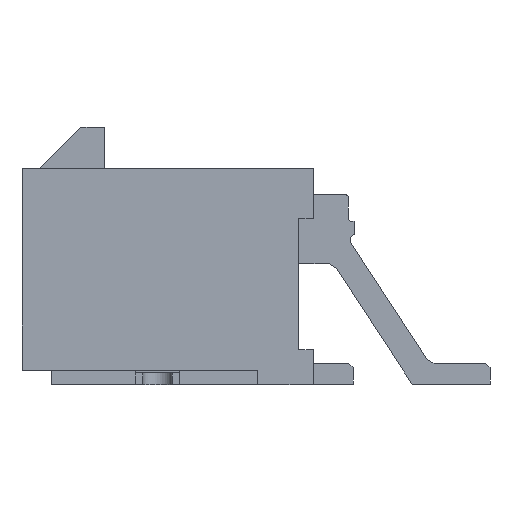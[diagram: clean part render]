
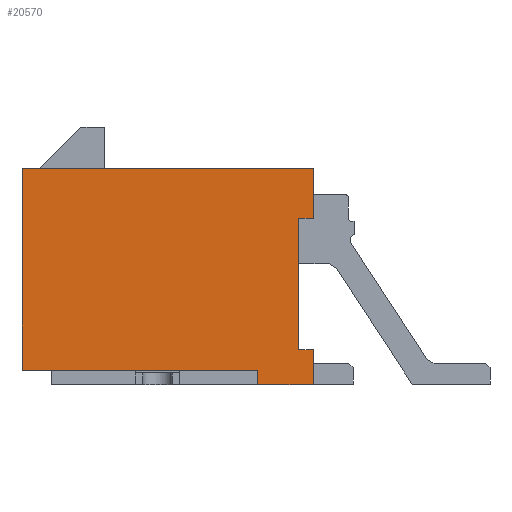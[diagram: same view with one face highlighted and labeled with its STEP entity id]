
A CAD part, left-side view. The second image highlights one B-rep face of the part: STEP entity #20570.
In plain terms, the highlighted face is planar.
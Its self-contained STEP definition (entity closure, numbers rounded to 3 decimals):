
#1459=ORIENTED_EDGE('',*,*,#5574,.T.);
#1460=ORIENTED_EDGE('',*,*,#5109,.F.);
#1461=ORIENTED_EDGE('',*,*,#5575,.T.);
#1462=ORIENTED_EDGE('',*,*,#5572,.T.);
#1463=ORIENTED_EDGE('',*,*,#5576,.T.);
#1464=ORIENTED_EDGE('',*,*,#5577,.T.);
#1465=ORIENTED_EDGE('',*,*,#5059,.F.);
#1466=ORIENTED_EDGE('',*,*,#5054,.T.);
#1467=ORIENTED_EDGE('',*,*,#5578,.T.);
#1468=ORIENTED_EDGE('',*,*,#5560,.F.);
#5054=EDGE_CURVE('',#7239,#7241,#8651,.T.);
#5059=EDGE_CURVE('',#7239,#7244,#8656,.T.);
#5109=EDGE_CURVE('',#7280,#7278,#8706,.T.);
#5560=EDGE_CURVE('',#7591,#7590,#9125,.T.);
#5572=EDGE_CURVE('',#7599,#7598,#9137,.T.);
#5574=EDGE_CURVE('',#7591,#7278,#9139,.T.);
#5575=EDGE_CURVE('',#7280,#7599,#9140,.T.);
#5576=EDGE_CURVE('',#7598,#7600,#9141,.T.);
#5577=EDGE_CURVE('',#7600,#7244,#9142,.T.);
#5578=EDGE_CURVE('',#7241,#7590,#9143,.T.);
#7239=VERTEX_POINT('',#27014);
#7241=VERTEX_POINT('',#27018);
#7244=VERTEX_POINT('',#27028);
#7278=VERTEX_POINT('',#27128);
#7280=VERTEX_POINT('',#27132);
#7590=VERTEX_POINT('',#28003);
#7591=VERTEX_POINT('',#28007);
#7598=VERTEX_POINT('',#28031);
#7599=VERTEX_POINT('',#28033);
#7600=VERTEX_POINT('',#28039);
#8651=LINE('',#27019,#10672);
#8656=LINE('',#27029,#10677);
#8706=LINE('',#27133,#10727);
#9125=LINE('',#28008,#11146);
#9137=LINE('',#28032,#11158);
#9139=LINE('',#28036,#11160);
#9140=LINE('',#28037,#11161);
#9141=LINE('',#28038,#11162);
#9142=LINE('',#28040,#11163);
#9143=LINE('',#28041,#11164);
#10672=VECTOR('',#22691,1000.);
#10677=VECTOR('',#22700,1000.);
#10727=VECTOR('',#22786,1000.);
#11146=VECTOR('',#23495,1000.);
#11158=VECTOR('',#23517,1000.);
#11160=VECTOR('',#23521,1000.);
#11161=VECTOR('',#23522,1000.);
#11162=VECTOR('',#23523,1000.);
#11163=VECTOR('',#23524,1000.);
#11164=VECTOR('',#23525,1000.);
#12495=EDGE_LOOP('',(#1459,#1460,#1461,#1462,#1463,#1464,#1465,#1466,#1467,
#1468));
#13340=FACE_BOUND('',#12495,.T.);
#14170=PLANE('',#21419);
#20570=ADVANCED_FACE('',(#13340),#14170,.T.);
#21419=AXIS2_PLACEMENT_3D('',#28035,#23519,#23520);
#22691=DIRECTION('',(0.,0.,-1.));
#22700=DIRECTION('',(-1.,0.,0.));
#22786=DIRECTION('',(0.,0.,1.));
#23495=DIRECTION('',(0.,0.,-1.));
#23517=DIRECTION('',(0.,0.,1.));
#23519=DIRECTION('',(0.,1.,0.));
#23520=DIRECTION('',(0.,0.,1.));
#23521=DIRECTION('',(-1.,0.,0.));
#23522=DIRECTION('',(-1.,0.,0.));
#23523=DIRECTION('',(1.,0.,0.));
#23524=DIRECTION('',(0.,0.,-1.));
#23525=DIRECTION('',(-1.,0.,0.));
#27014=CARTESIAN_POINT('',(3.93,12.35,-3.05));
#27018=CARTESIAN_POINT('',(3.93,12.35,-4.95));
#27019=CARTESIAN_POINT('',(3.93,12.35,-3.05));
#27028=CARTESIAN_POINT('',(3.43,12.35,-3.05));
#27029=CARTESIAN_POINT('',(3.93,12.35,-3.05));
#27128=CARTESIAN_POINT('',(-1.73,12.35,-4.45));
#27132=CARTESIAN_POINT('',(-1.73,12.35,-4.95));
#27133=CARTESIAN_POINT('',(-1.73,12.35,-4.95));
#28003=CARTESIAN_POINT('',(2.73,12.35,-4.95));
#28007=CARTESIAN_POINT('',(2.73,12.35,-4.45));
#28008=CARTESIAN_POINT('',(2.73,12.35,-4.45));
#28031=CARTESIAN_POINT('',(-3.43,12.35,4.95));
#28032=CARTESIAN_POINT('',(-3.43,12.35,-4.95));
#28033=CARTESIAN_POINT('',(-3.43,12.35,-4.95));
#28035=CARTESIAN_POINT('',(0.,12.35,0.));
#28036=CARTESIAN_POINT('',(-2.73,12.35,-4.45));
#28037=CARTESIAN_POINT('',(3.43,12.35,-4.95));
#28038=CARTESIAN_POINT('',(-3.43,12.35,4.95));
#28039=CARTESIAN_POINT('',(3.43,12.35,4.95));
#28040=CARTESIAN_POINT('',(3.43,12.35,4.95));
#28041=CARTESIAN_POINT('',(3.43,12.35,-4.95));
